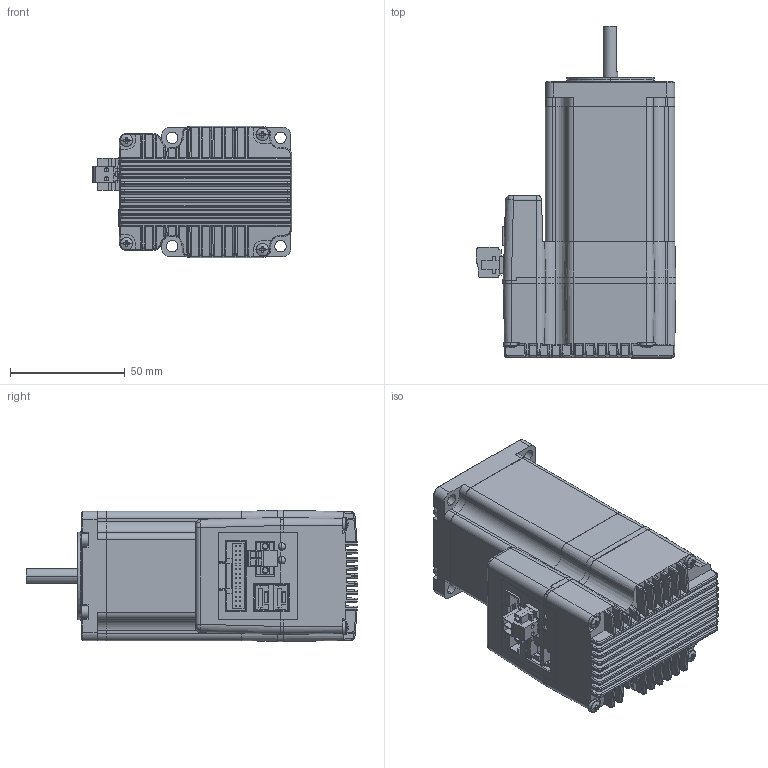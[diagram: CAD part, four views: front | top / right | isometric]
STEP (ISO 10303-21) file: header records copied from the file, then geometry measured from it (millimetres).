
FILE_DESCRIPTION (( 'STEP AP214' ), '1' );
FILE_NAME ('STM23(ETHERNET)蚾饜极.STEP', '2014-11-17T04:52:40', ( '' ), ( '' ), 'SwSTEP 2.0', 'SolidWorks 2014', '' );
FILE_SCHEMA (( 'AUTOMOTIVE_DESIGN' ));
Length unit declared in the file: millimetre
Products named in the file (1): STM23(ETHERNET)蚾饜极
Bounding box: 86.95 x 144.45 x 57.09 mm (x, y, z)
Surface area: 58632.2 mm2 (no closed solid volume)
Topology: 0 solids, 30 shells, 1022 faces, 4227 edges, 3198 vertices
Faces by surface type: plane 481, cylinder 277, bspline 169, cone 61, torus 22, sphere 12
Entity records: 59613 total; most frequent: CARTESIAN_POINT 15226, DIRECTION 6639, ORIENTED_EDGE 6632, EDGE_CURVE 4211, VERTEX_POINT 3194, AXIS2_PLACEMENT_3D 2255, LINE 2129, VECTOR 2129
